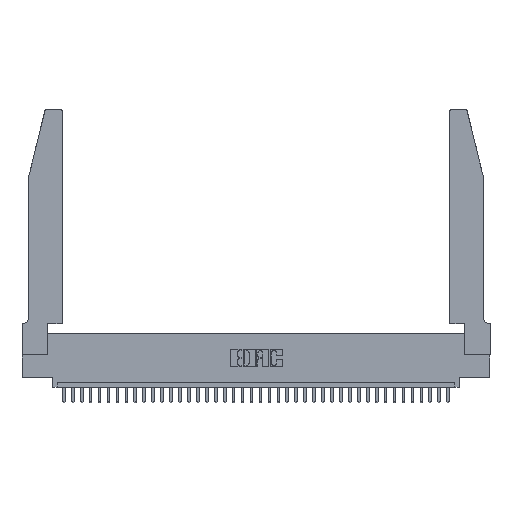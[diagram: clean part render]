
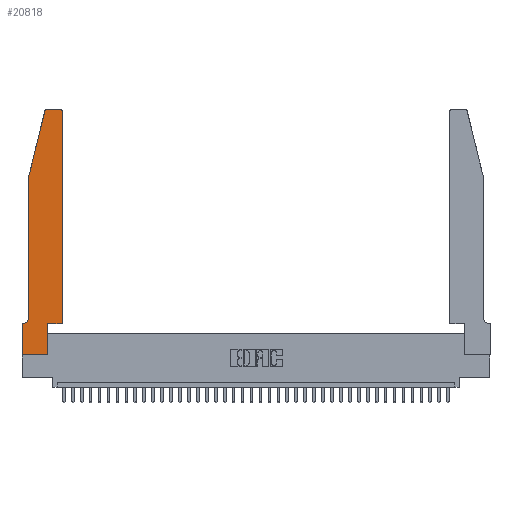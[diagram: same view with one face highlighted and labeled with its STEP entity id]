
A CAD part, top view. The second image highlights one B-rep face of the part: STEP entity #20818.
In plain terms, the highlighted planar face has unit normal (0, 0, 1).
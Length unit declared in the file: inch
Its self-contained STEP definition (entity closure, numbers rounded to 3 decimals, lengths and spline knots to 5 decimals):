
#129 = ORIENTED_EDGE ( 'NONE', *, *, #28138, .T. ) ;
#703 = EDGE_CURVE ( 'NONE', #13737, #3311, #34543, .T. ) ;
#1045 = CARTESIAN_POINT ( 'NONE',  ( 0.4505, 0.35, 0.37 ) ) ;
#1063 = CARTESIAN_POINT ( 'NONE',  ( 0., 0., 0.37 ) ) ;
#1276 = EDGE_CURVE ( 'NONE', #32367, #26133, #4796, .T. ) ;
#1759 = CARTESIAN_POINT ( 'NONE',  ( 0., 0.35, 0.37 ) ) ;
#3311 = VERTEX_POINT ( 'NONE', #11114 ) ;
#3465 = EDGE_CURVE ( 'NONE', #26133, #7511, #17417, .T. ) ;
#3868 = VECTOR ( 'NONE', #35496, 39.37008 ) ;
#4643 = VERTEX_POINT ( 'NONE', #25664 ) ;
#4796 = LINE ( 'NONE', #14933, #3868 ) ;
#4973 = EDGE_CURVE ( 'NONE', #3311, #35987, #34697, .T. ) ;
#5250 = DIRECTION ( 'NONE',  ( -1., 0., 0. ) ) ;
#5754 = ORIENTED_EDGE ( 'NONE', *, *, #32428, .T. ) ;
#5832 = CARTESIAN_POINT ( 'NONE',  ( 0.0055, 0.35, 0.37 ) ) ;
#6271 = VECTOR ( 'NONE', #36201, 39.37008 ) ;
#6666 = ORIENTED_EDGE ( 'NONE', *, *, #31892, .T. ) ;
#7511 = VERTEX_POINT ( 'NONE', #1063 ) ;
#7686 = DIRECTION ( 'NONE',  ( 1., 0., 0. ) ) ;
#7732 = CARTESIAN_POINT ( 'NONE',  ( 0.0755, 2., 0.37 ) ) ;
#8539 = CARTESIAN_POINT ( 'NONE',  ( 0.25487, 2.72718, 0.37 ) ) ;
#8875 = CIRCLE ( 'NONE', #35097, 0.03 ) ;
#10232 = CARTESIAN_POINT ( 'NONE',  ( 0.0055, 0.42, 0.37 ) ) ;
#10875 = CARTESIAN_POINT ( 'NONE',  ( 0.2865, 0.35, 0.37 ) ) ;
#10921 = VERTEX_POINT ( 'NONE', #1045 ) ;
#11114 = CARTESIAN_POINT ( 'NONE',  ( 0.0755, 2., 0.37 ) ) ;
#11482 = VECTOR ( 'NONE', #17056, 39.37008 ) ;
#11925 = EDGE_LOOP ( 'NONE', ( #37014, #5754, #28332, #12365, #14874, #30390, #17564, #25092, #6666, #29192, #33544, #129 ) ) ;
#12365 = ORIENTED_EDGE ( 'NONE', *, *, #4973, .T. ) ;
#12728 = VERTEX_POINT ( 'NONE', #31510 ) ;
#12829 = CARTESIAN_POINT ( 'NONE',  ( 0.4505, 0.35, 0.37 ) ) ;
#13737 = VERTEX_POINT ( 'NONE', #8539 ) ;
#13753 = EDGE_CURVE ( 'NONE', #7511, #12728, #22595, .T. ) ;
#14053 = EDGE_CURVE ( 'NONE', #35987, #32367, #19849, .T. ) ;
#14299 = VERTEX_POINT ( 'NONE', #19707 ) ;
#14322 = CARTESIAN_POINT ( 'NONE',  ( 0.2605, 2.75, 0.37 ) ) ;
#14403 = AXIS2_PLACEMENT_3D ( 'NONE', #10232, #24619, #30774 ) ;
#14874 = ORIENTED_EDGE ( 'NONE', *, *, #14053, .T. ) ;
#14933 = CARTESIAN_POINT ( 'NONE',  ( 0.0755, 0.35, 0.37 ) ) ;
#15401 = VERTEX_POINT ( 'NONE', #10875 ) ;
#15901 = VECTOR ( 'NONE', #31961, 39.37008 ) ;
#16691 = PLANE ( 'NONE',  #27114 ) ;
#16811 = DIRECTION ( 'NONE',  ( 1., 0., 0. ) ) ;
#17056 = DIRECTION ( 'NONE',  ( 0., -1., 0. ) ) ;
#17123 = DIRECTION ( 'NONE',  ( 1., 0., 0. ) ) ;
#17417 = LINE ( 'NONE', #25773, #11482 ) ;
#17564 = ORIENTED_EDGE ( 'NONE', *, *, #3465, .T. ) ;
#17812 = DIRECTION ( 'NONE',  ( 0., 0., 1. ) ) ;
#18659 = DIRECTION ( 'NONE',  ( 1., 0., 0. ) ) ;
#19380 = DIRECTION ( 'NONE',  ( 0., 0., 1. ) ) ;
#19463 = DIRECTION ( 'NONE',  ( 0., 0., 1. ) ) ;
#19586 = VERTEX_POINT ( 'NONE', #23217 ) ;
#19707 = CARTESIAN_POINT ( 'NONE',  ( 0.284, 2.75, 0.37 ) ) ;
#19849 = CIRCLE ( 'NONE', #14403, 0.07 ) ;
#20529 = LINE ( 'NONE', #31999, #37422 ) ;
#20818 = ADVANCED_FACE ( 'NONE', ( #24454 ), #16691, .T. ) ;
#21198 = CARTESIAN_POINT ( 'NONE',  ( 0.0755, 2., 0.37 ) ) ;
#22288 = VECTOR ( 'NONE', #5250, 39.37008 ) ;
#22411 = EDGE_CURVE ( 'NONE', #15401, #10921, #28049, .T. ) ;
#22595 = LINE ( 'NONE', #32007, #27141 ) ;
#23217 = CARTESIAN_POINT ( 'NONE',  ( 0.4205, 2.75, 0.37 ) ) ;
#24454 = FACE_OUTER_BOUND ( 'NONE', #11925, .T. ) ;
#24619 = DIRECTION ( 'NONE',  ( 0., 0., -1. ) ) ;
#25092 = ORIENTED_EDGE ( 'NONE', *, *, #13753, .T. ) ;
#25664 = CARTESIAN_POINT ( 'NONE',  ( 0.4505, 2.72, 0.37 ) ) ;
#25773 = CARTESIAN_POINT ( 'NONE',  ( 0., 0., 0.37 ) ) ;
#26133 = VERTEX_POINT ( 'NONE', #1759 ) ;
#27114 = AXIS2_PLACEMENT_3D ( 'NONE', #31589, #19380, #16811 ) ;
#27141 = VECTOR ( 'NONE', #17123, 39.37008 ) ;
#28049 = LINE ( 'NONE', #36140, #35752 ) ;
#28138 = EDGE_CURVE ( 'NONE', #4643, #19586, #8875, .T. ) ;
#28332 = ORIENTED_EDGE ( 'NONE', *, *, #703, .T. ) ;
#29192 = ORIENTED_EDGE ( 'NONE', *, *, #22411, .T. ) ;
#29596 = DIRECTION ( 'NONE',  ( 1., 0., 0. ) ) ;
#30390 = ORIENTED_EDGE ( 'NONE', *, *, #1276, .T. ) ;
#30774 = DIRECTION ( 'NONE',  ( -1., 0., 0. ) ) ;
#31510 = CARTESIAN_POINT ( 'NONE',  ( 0.2865, 0., 0.37 ) ) ;
#31589 = CARTESIAN_POINT ( 'NONE',  ( 0., 0.35, 0.37 ) ) ;
#31892 = EDGE_CURVE ( 'NONE', #12728, #15401, #20529, .T. ) ;
#31961 = DIRECTION ( 'NONE',  ( 0., -1., 0. ) ) ;
#31999 = CARTESIAN_POINT ( 'NONE',  ( 0.2865, 0.35, 0.37 ) ) ;
#32007 = CARTESIAN_POINT ( 'NONE',  ( 0., 0., 0.37 ) ) ;
#32114 = DIRECTION ( 'NONE',  ( 0., 1., 0. ) ) ;
#32367 = VERTEX_POINT ( 'NONE', #5832 ) ;
#32410 = LINE ( 'NONE', #12829, #6271 ) ;
#32428 = EDGE_CURVE ( 'NONE', #14299, #13737, #34260, .T. ) ;
#32512 = EDGE_CURVE ( 'NONE', #10921, #4643, #32410, .T. ) ;
#33093 = DIRECTION ( 'NONE',  ( -0.239, -0.971, 0. ) ) ;
#33517 = AXIS2_PLACEMENT_3D ( 'NONE', #35429, #17812, #29596 ) ;
#33544 = ORIENTED_EDGE ( 'NONE', *, *, #32512, .T. ) ;
#34079 = CARTESIAN_POINT ( 'NONE',  ( 0.0755, 0.42, 0.37 ) ) ;
#34083 = VECTOR ( 'NONE', #33093, 39.37008 ) ;
#34260 = CIRCLE ( 'NONE', #33517, 0.03 ) ;
#34543 = LINE ( 'NONE', #21198, #34083 ) ;
#34697 = LINE ( 'NONE', #7732, #15901 ) ;
#35097 = AXIS2_PLACEMENT_3D ( 'NONE', #36943, #19463, #7686 ) ;
#35429 = CARTESIAN_POINT ( 'NONE',  ( 0.284, 2.72, 0.37 ) ) ;
#35496 = DIRECTION ( 'NONE',  ( -1., 0., 0. ) ) ;
#35752 = VECTOR ( 'NONE', #18659, 39.37008 ) ;
#35987 = VERTEX_POINT ( 'NONE', #34079 ) ;
#36140 = CARTESIAN_POINT ( 'NONE',  ( 0.4505, 0.35, 0.37 ) ) ;
#36201 = DIRECTION ( 'NONE',  ( 0., 1., 0. ) ) ;
#36943 = CARTESIAN_POINT ( 'NONE',  ( 0.4205, 2.72, 0.37 ) ) ;
#37014 = ORIENTED_EDGE ( 'NONE', *, *, #37735, .T. ) ;
#37422 = VECTOR ( 'NONE', #32114, 39.37008 ) ;
#37735 = EDGE_CURVE ( 'NONE', #19586, #14299, #37755, .T. ) ;
#37755 = LINE ( 'NONE', #14322, #22288 ) ;
